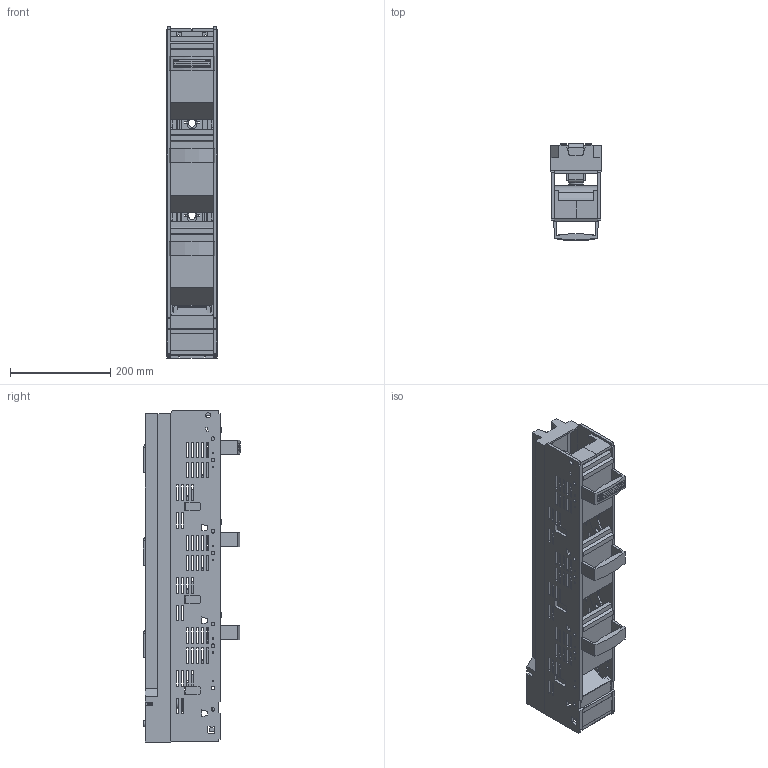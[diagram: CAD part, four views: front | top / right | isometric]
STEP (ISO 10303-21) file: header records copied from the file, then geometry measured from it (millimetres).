
FILE_DESCRIPTION(('CATIA V5 STEP'),'2;1');
FILE_NAME('L0560_NH_Sicherungslastschaltleiste_SL3_3x_3A.stp','2018-08-22T06:37:08+00:00',('none'),('Jean Müller GmbH'),'CATIA Version 5 Release 19 SP 9 (IN-10)','CATIA V5 STEP AP214','none');
FILE_SCHEMA(('AUTOMOTIVE_DESIGN { 1 0 10303 214 1 1 1 1 }'));
Products named in the file (1): L0560_NH-Sicherungslastschaltleiste
Bounding box: 100 x 193.76 x 662 mm (x, y, z)
Volume: 2989408.1 mm3; surface area: 990276.2 mm2
Topology: 10 solids, 14 shells, 2328 faces, 6175 edges, 3901 vertices
Faces by surface type: plane 2014, cylinder 260, cone 42, bspline 12
Entity records: 68446 total; most frequent: CARTESIAN_POINT 13077, ORIENTED_EDGE 12350, DIRECTION 9456, EDGE_CURVE 6175, VECTOR 5384, LINE 5384, VERTEX_POINT 3901, EDGE_LOOP 2700
